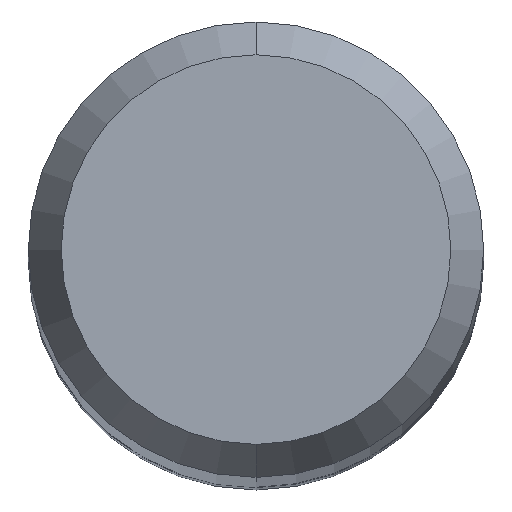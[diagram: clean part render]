
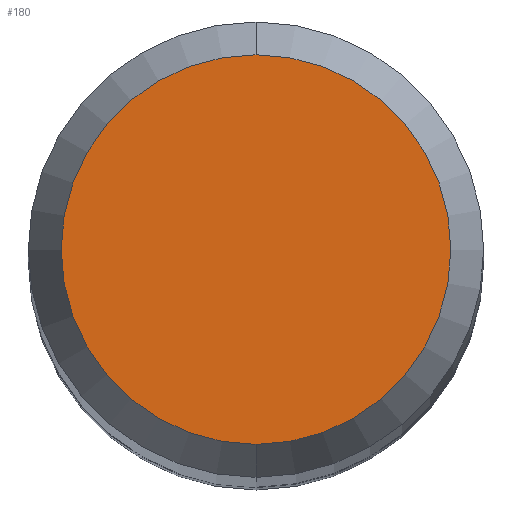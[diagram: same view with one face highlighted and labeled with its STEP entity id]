
A CAD part, top view. The second image highlights one B-rep face of the part: STEP entity #180.
In plain terms, the highlighted planar face has unit normal (0, 0, 1).
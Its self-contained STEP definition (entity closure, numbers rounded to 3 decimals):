
#92=EDGE_CURVE('',#152,#96,#215,.T.);
#96=VERTEX_POINT('',#220);
#152=VERTEX_POINT('',#281);
#156=EDGE_CURVE('',#96,#152,#286,.T.);
#180=ADVANCED_FACE('',(#313),#314,.T.);
#215=CIRCLE('',#344,1.358);
#220=CARTESIAN_POINT('',(0.,-1.358,0.01));
#281=CARTESIAN_POINT('',(0.0,1.358,0.01));
#286=CIRCLE('',#434,1.358);
#313=FACE_OUTER_BOUND('',#468,.T.);
#314=PLANE('',#469);
#344=AXIS2_PLACEMENT_3D('',#495,#496,#497);
#434=AXIS2_PLACEMENT_3D('',#576,#577,#578);
#468=EDGE_LOOP('',(#613,#614));
#469=AXIS2_PLACEMENT_3D('',#615,#616,#617);
#495=CARTESIAN_POINT('',(0.0,0.0,0.01));
#496=DIRECTION('',(0.0,0.0,-1.0));
#497=DIRECTION('',(0.0,1.0,0.0));
#576=CARTESIAN_POINT('',(0.0,0.0,0.01));
#577=DIRECTION('',(0.0,0.0,-1.0));
#578=DIRECTION('',(0.0,1.0,0.0));
#613=ORIENTED_EDGE('',*,*,#92,.F.);
#614=ORIENTED_EDGE('',*,*,#156,.F.);
#615=CARTESIAN_POINT('',(0.0,0.679,0.01));
#616=DIRECTION('',(-0.0,0.0,1.0));
#617=DIRECTION('',(0.0,-1.0,0.0));
